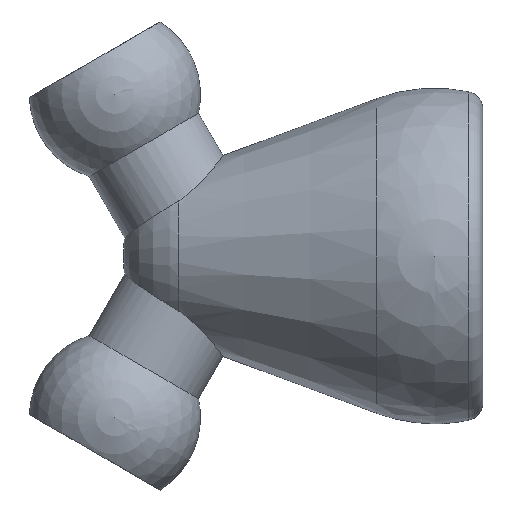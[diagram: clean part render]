
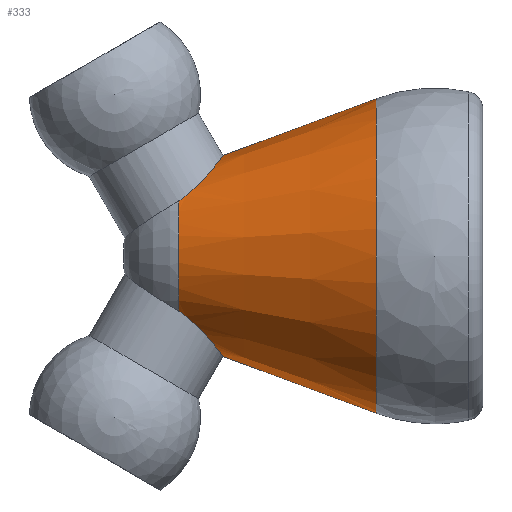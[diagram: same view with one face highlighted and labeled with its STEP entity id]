
A CAD part, front view. The second image highlights one B-rep face of the part: STEP entity #333.
In plain terms, the highlighted conical face has half-angle 20.406 degrees and reference radius 11.546 mm.
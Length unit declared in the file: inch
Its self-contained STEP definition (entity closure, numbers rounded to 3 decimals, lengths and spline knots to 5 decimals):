
#154 = VERTEX_POINT ( 'NONE', #815 ) ;
#155 = VERTEX_POINT ( 'NONE', #814 ) ;
#156 = VERTEX_POINT ( 'NONE', #813 ) ;
#163 = VERTEX_POINT ( 'NONE', #959 ) ;
#164 = VERTEX_POINT ( 'NONE', #958 ) ;
#211 = EDGE_CURVE ( 'NONE', #155, #154, #1018, .T. ) ;
#243 = EDGE_CURVE ( 'NONE', #156, #163, #1087, .T. ) ;
#266 = EDGE_CURVE ( 'NONE', #155, #164, #1223, .T. ) ;
#309 = EDGE_CURVE ( 'NONE', #164, #163, #1152, .T. ) ;
#320 = ORIENTED_EDGE ( 'NONE', *, *, #211, .T. ) ;
#321 = ORIENTED_EDGE ( 'NONE', *, *, #322, .T. ) ;
#322 = EDGE_CURVE ( 'NONE', #154, #323, #1131, .T. ) ;
#323 = VERTEX_POINT ( 'NONE', #1132 ) ;
#324 = ORIENTED_EDGE ( 'NONE', *, *, #325, .F. ) ;
#325 = EDGE_CURVE ( 'NONE', #156, #323, #1335, .T. ) ;
#333 = ADVANCED_FACE ( 'NONE', ( #1307 ), #1347, .T. ) ;
#334 = EDGE_LOOP ( 'NONE', ( #335, #320, #321, #324, #364, #356 ) ) ;
#335 = ORIENTED_EDGE ( 'NONE', *, *, #266, .F. ) ;
#356 = ORIENTED_EDGE ( 'NONE', *, *, #309, .F. ) ;
#364 = ORIENTED_EDGE ( 'NONE', *, *, #243, .T. ) ;
#813 = CARTESIAN_POINT ( 'NONE',  ( -0.75066, 0., -0.28993 ) ) ;
#814 = CARTESIAN_POINT ( 'NONE',  ( -0.75066, 0., 0.28993 ) ) ;
#815 = CARTESIAN_POINT ( 'NONE',  ( -0.87908, -0.1824, 0.15927 ) ) ;
#958 = CARTESIAN_POINT ( 'NONE',  ( -0.30811, 0., 0.45456 ) ) ;
#959 = CARTESIAN_POINT ( 'NONE',  ( -0.30811, 0., -0.45456 ) ) ;
#996 = CARTESIAN_POINT ( 'NONE',  ( -0.87908, -0.1824, 0.15927 ) ) ;
#997 = CARTESIAN_POINT ( 'NONE',  ( -0.86881, -0.18201, 0.16553 ) ) ;
#998 = CARTESIAN_POINT ( 'NONE',  ( -0.8591, -0.18041, 0.17261 ) ) ;
#999 = CARTESIAN_POINT ( 'NONE',  ( -0.84112, -0.17508, 0.18728 ) ) ;
#1000 = CARTESIAN_POINT ( 'NONE',  ( -0.83284, -0.17138, 0.19485 ) ) ;
#1001 = CARTESIAN_POINT ( 'NONE',  ( -0.81731, -0.16199, 0.21007 ) ) ;
#1002 = CARTESIAN_POINT ( 'NONE',  ( -0.81, -0.15622, 0.21778 ) ) ;
#1003 = CARTESIAN_POINT ( 'NONE',  ( -0.79671, -0.14307, 0.23246 ) ) ;
#1004 = CARTESIAN_POINT ( 'NONE',  ( -0.79068, -0.13566, 0.23948 ) ) ;
#1005 = CARTESIAN_POINT ( 'NONE',  ( -0.77967, -0.11913, 0.25265 ) ) ;
#1006 = CARTESIAN_POINT ( 'NONE',  ( -0.77473, -0.11001, 0.25878 ) ) ;
#1007 = CARTESIAN_POINT ( 'NONE',  ( -0.76621, -0.09064, 0.26952 ) ) ;
#1008 = CARTESIAN_POINT ( 'NONE',  ( -0.76258, -0.08028, 0.27422 ) ) ;
#1009 = CARTESIAN_POINT ( 'NONE',  ( -0.75666, -0.05839, 0.28194 ) ) ;
#1010 = CARTESIAN_POINT ( 'NONE',  ( -0.75444, -0.04712, 0.28489 ) ) ;
#1011 = CARTESIAN_POINT ( 'NONE',  ( -0.75143, -0.02391, 0.28889 ) ) ;
#1016 = CARTESIAN_POINT ( 'NONE',  ( -0.75066, -0.01186, 0.28993 ) ) ;
#1017 = CARTESIAN_POINT ( 'NONE',  ( -0.75066, 0., 0.28993 ) ) ;
#1018 = B_SPLINE_CURVE_WITH_KNOTS ( 'NONE', 3,
 ( #1017, #1016, #1011, #1010, #1009, #1008, #1007, #1006, #1005, #1004, #1003, #1002, #1001, #1000, #999, #998, #997, #996 ),
 .UNSPECIFIED., .F., .F.,
 ( 4, 2, 2, 2, 2, 2, 2, 2, 4 ),
 ( 0.00722, 0.00812, 0.00902, 0.00992, 0.01083, 0.01173, 0.01263, 0.01353, 0.01443 ),
 .UNSPECIFIED. ) ;
#1084 = DIRECTION ( 'NONE',  ( 0.937, 0., -0.349 ) ) ;
#1085 = VECTOR ( 'NONE', #1084, 39.37008 ) ;
#1086 = CARTESIAN_POINT ( 'NONE',  ( -0.30811, 0., -0.45456 ) ) ;
#1087 = LINE ( 'NONE', #1086, #1085 ) ;
#1127 = DIRECTION ( 'NONE',  ( 0., 0., -1. ) ) ;
#1128 = DIRECTION ( 'NONE',  ( 1., 0., 0. ) ) ;
#1129 = CARTESIAN_POINT ( 'NONE',  ( -0.87908, 0., 0. ) ) ;
#1130 = AXIS2_PLACEMENT_3D ( 'NONE', #1129, #1128, #1127 ) ;
#1131 = CIRCLE ( 'NONE', #1130, 0.24215 ) ;
#1132 = CARTESIAN_POINT ( 'NONE',  ( -0.87908, -0.1824, -0.15927 ) ) ;
#1148 = DIRECTION ( 'NONE',  ( 0., 0., -1. ) ) ;
#1149 = DIRECTION ( 'NONE',  ( 1., 0., 0. ) ) ;
#1150 = CARTESIAN_POINT ( 'NONE',  ( -0.30811, 0., 0. ) ) ;
#1151 = AXIS2_PLACEMENT_3D ( 'NONE', #1150, #1149, #1148 ) ;
#1152 = CIRCLE ( 'NONE', #1151, 0.45456 ) ;
#1220 = DIRECTION ( 'NONE',  ( 0.937, 0., 0.349 ) ) ;
#1221 = VECTOR ( 'NONE', #1220, 39.37008 ) ;
#1222 = CARTESIAN_POINT ( 'NONE',  ( -0.30811, 0., 0.45456 ) ) ;
#1223 = LINE ( 'NONE', #1222, #1221 ) ;
#1307 = FACE_OUTER_BOUND ( 'NONE', #334, .T. ) ;
#1312 = CARTESIAN_POINT ( 'NONE',  ( -0.87908, -0.1824, -0.15927 ) ) ;
#1313 = CARTESIAN_POINT ( 'NONE',  ( -0.86881, -0.18201, -0.16553 ) ) ;
#1314 = CARTESIAN_POINT ( 'NONE',  ( -0.8591, -0.18041, -0.17261 ) ) ;
#1315 = CARTESIAN_POINT ( 'NONE',  ( -0.84112, -0.17508, -0.18728 ) ) ;
#1316 = CARTESIAN_POINT ( 'NONE',  ( -0.83284, -0.17138, -0.19485 ) ) ;
#1317 = CARTESIAN_POINT ( 'NONE',  ( -0.81731, -0.16199, -0.21007 ) ) ;
#1318 = CARTESIAN_POINT ( 'NONE',  ( -0.81, -0.15622, -0.21778 ) ) ;
#1319 = CARTESIAN_POINT ( 'NONE',  ( -0.79671, -0.14307, -0.23246 ) ) ;
#1320 = CARTESIAN_POINT ( 'NONE',  ( -0.79068, -0.13566, -0.23948 ) ) ;
#1321 = CARTESIAN_POINT ( 'NONE',  ( -0.77967, -0.11913, -0.25265 ) ) ;
#1322 = CARTESIAN_POINT ( 'NONE',  ( -0.77473, -0.11001, -0.25878 ) ) ;
#1323 = CARTESIAN_POINT ( 'NONE',  ( -0.76621, -0.09064, -0.26952 ) ) ;
#1324 = CARTESIAN_POINT ( 'NONE',  ( -0.76258, -0.08028, -0.27422 ) ) ;
#1325 = CARTESIAN_POINT ( 'NONE',  ( -0.75666, -0.05839, -0.28194 ) ) ;
#1326 = CARTESIAN_POINT ( 'NONE',  ( -0.75444, -0.04712, -0.28489 ) ) ;
#1327 = CARTESIAN_POINT ( 'NONE',  ( -0.75143, -0.02391, -0.28889 ) ) ;
#1328 = CARTESIAN_POINT ( 'NONE',  ( -0.75066, -0.01186, -0.28993 ) ) ;
#1334 = CARTESIAN_POINT ( 'NONE',  ( -0.75066, 0., -0.28993 ) ) ;
#1335 = B_SPLINE_CURVE_WITH_KNOTS ( 'NONE', 3,
 ( #1334, #1328, #1327, #1326, #1325, #1324, #1323, #1322, #1321, #1320, #1319, #1318, #1317, #1316, #1315, #1314, #1313, #1312 ),
 .UNSPECIFIED., .F., .F.,
 ( 4, 2, 2, 2, 2, 2, 2, 2, 4 ),
 ( 0.00722, 0.00812, 0.00902, 0.00992, 0.01083, 0.01173, 0.01263, 0.01353, 0.01443 ),
 .UNSPECIFIED. ) ;
#1345 = DIRECTION ( 'NONE',  ( 0., 0., -1. ) ) ;
#1346 = DIRECTION ( 'NONE',  ( 1., 0., 0. ) ) ;
#1347 = CONICAL_SURFACE ( 'NONE', #1348, 0.45456, 0.356 ) ;
#1348 = AXIS2_PLACEMENT_3D ( 'NONE', #1349, #1346, #1345 ) ;
#1349 = CARTESIAN_POINT ( 'NONE',  ( -0.30811, 0., 0. ) ) ;
